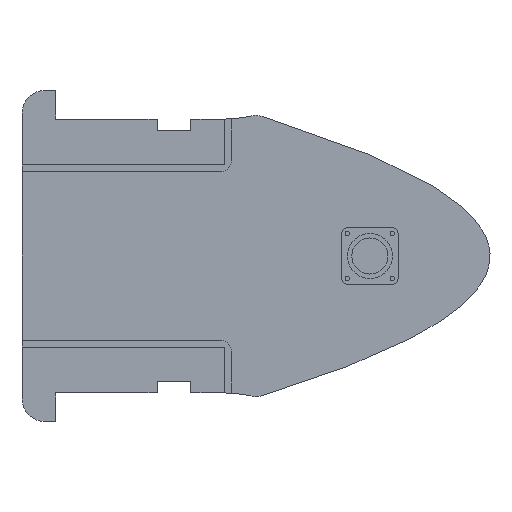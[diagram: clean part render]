
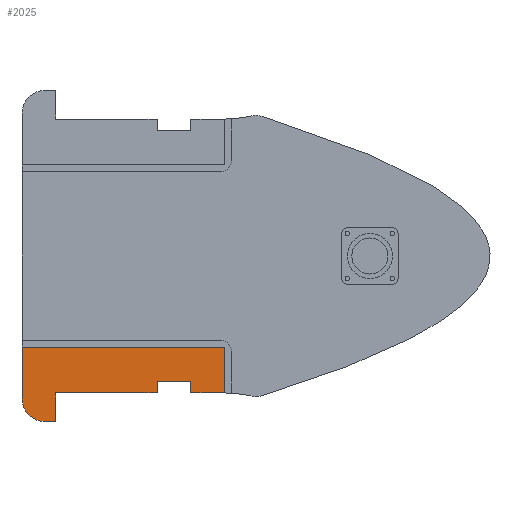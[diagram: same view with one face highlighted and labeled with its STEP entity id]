
A CAD part, front view. The second image highlights one B-rep face of the part: STEP entity #2025.
In plain terms, the highlighted planar face has unit normal (0, -1, 0).
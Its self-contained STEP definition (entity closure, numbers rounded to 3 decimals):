
#4 = VECTOR ( 'NONE', #1108, 1000. ) ;
#15 = AXIS2_PLACEMENT_3D ( 'NONE', #588, #1104, #1077 ) ;
#67 = LINE ( 'NONE', #1103, #2202 ) ;
#100 = VERTEX_POINT ( 'NONE', #1831 ) ;
#184 = CARTESIAN_POINT ( 'NONE',  ( -189.185, -1.119, 147. ) ) ;
#197 = DIRECTION ( 'NONE',  ( 0., 0., 1. ) ) ;
#232 = LINE ( 'NONE', #1590, #693 ) ;
#235 = VECTOR ( 'NONE', #197, 1000. ) ;
#249 = LINE ( 'NONE', #1949, #235 ) ;
#271 = VECTOR ( 'NONE', #392, 1000. ) ;
#276 = VERTEX_POINT ( 'NONE', #1583 ) ;
#297 = CARTESIAN_POINT ( 'NONE',  ( -69.185, -1.119, -111.711 ) ) ;
#298 = DIRECTION ( 'NONE',  ( 1., 0., 0. ) ) ;
#387 = EDGE_CURVE ( 'NONE', #1685, #1929, #891, .T. ) ;
#392 = DIRECTION ( 'NONE',  ( -1., 0., 0. ) ) ;
#422 = CARTESIAN_POINT ( 'NONE',  ( -9.185, -1.119, -80.916 ) ) ;
#425 = ORIENTED_EDGE ( 'NONE', *, *, #530, .T. ) ;
#475 = EDGE_CURVE ( 'NONE', #1780, #1898, #232, .T. ) ;
#507 = AXIS2_PLACEMENT_3D ( 'NONE', #1009, #2023, #1033 ) ;
#530 = EDGE_CURVE ( 'NONE', #100, #1519, #67, .T. ) ;
#545 = CARTESIAN_POINT ( 'NONE',  ( -69.185, -1.119, -121.711 ) ) ;
#570 = CARTESIAN_POINT ( 'NONE',  ( -189.185, -1.119, -127. ) ) ;
#578 = PLANE ( 'NONE',  #15 ) ;
#588 = CARTESIAN_POINT ( 'NONE',  ( 18.815, -1.119, 0. ) ) ;
#596 = DIRECTION ( 'NONE',  ( 0., 0., 1. ) ) ;
#600 = VECTOR ( 'NONE', #2006, 1000. ) ;
#630 = VECTOR ( 'NONE', #596, 1000. ) ;
#639 = CARTESIAN_POINT ( 'NONE',  ( -9.185, -1.119, -80.916 ) ) ;
#693 = VECTOR ( 'NONE', #936, 1000. ) ;
#695 = EDGE_CURVE ( 'NONE', #726, #1929, #1950, .T. ) ;
#726 = VERTEX_POINT ( 'NONE', #639 ) ;
#727 = LINE ( 'NONE', #545, #1099 ) ;
#743 = ORIENTED_EDGE ( 'NONE', *, *, #695, .T. ) ;
#797 = VECTOR ( 'NONE', #2034, 1000. ) ;
#798 = EDGE_CURVE ( 'NONE', #1741, #276, #1839, .T. ) ;
#805 = LINE ( 'NONE', #1484, #600 ) ;
#823 = CARTESIAN_POINT ( 'NONE',  ( -39.185, -1.119, -121.711 ) ) ;
#832 = EDGE_CURVE ( 'NONE', #1898, #1741, #805, .T. ) ;
#841 = CARTESIAN_POINT ( 'NONE',  ( -189.185, -1.119, -80.916 ) ) ;
#859 = EDGE_CURVE ( 'NONE', #1519, #2089, #1349, .T. ) ;
#891 = LINE ( 'NONE', #184, #630 ) ;
#936 = DIRECTION ( 'NONE',  ( 1., 0., 0. ) ) ;
#965 = ORIENTED_EDGE ( 'NONE', *, *, #1111, .F. ) ;
#979 = EDGE_CURVE ( 'NONE', #1685, #1524, #1306, .T. ) ;
#999 = CARTESIAN_POINT ( 'NONE',  ( -39.185, -1.119, -111.711 ) ) ;
#1009 = CARTESIAN_POINT ( 'NONE',  ( -169.185, -1.119, -127. ) ) ;
#1033 = DIRECTION ( 'NONE',  ( 0., 0., 1. ) ) ;
#1077 = DIRECTION ( 'NONE',  ( 0., 0., 1. ) ) ;
#1099 = VECTOR ( 'NONE', #1864, 1000. ) ;
#1103 = CARTESIAN_POINT ( 'NONE',  ( -159.185, -1.119, 0. ) ) ;
#1104 = DIRECTION ( 'NONE',  ( 0., 1., 0. ) ) ;
#1108 = DIRECTION ( 'NONE',  ( -1., 0., 0. ) ) ;
#1111 = EDGE_CURVE ( 'NONE', #100, #1524, #1578, .T. ) ;
#1115 = DIRECTION ( 'NONE',  ( 0., 0., 1. ) ) ;
#1220 = EDGE_LOOP ( 'NONE', ( #1429, #743, #2020, #2167, #965, #425, #1363, #2008, #2125, #1334, #1697 ) ) ;
#1306 = CIRCLE ( 'NONE', #507, 20. ) ;
#1334 = ORIENTED_EDGE ( 'NONE', *, *, #832, .T. ) ;
#1349 = LINE ( 'NONE', #1871, #797 ) ;
#1363 = ORIENTED_EDGE ( 'NONE', *, *, #859, .T. ) ;
#1365 = EDGE_CURVE ( 'NONE', #2089, #1780, #727, .T. ) ;
#1407 = VECTOR ( 'NONE', #298, 1000. ) ;
#1411 = CARTESIAN_POINT ( 'NONE',  ( 226.815, -1.119, -147. ) ) ;
#1429 = ORIENTED_EDGE ( 'NONE', *, *, #1655, .T. ) ;
#1481 = CARTESIAN_POINT ( 'NONE',  ( -69.185, -1.119, -121.711 ) ) ;
#1484 = CARTESIAN_POINT ( 'NONE',  ( -39.185, -1.119, -111.711 ) ) ;
#1519 = VERTEX_POINT ( 'NONE', #1615 ) ;
#1524 = VERTEX_POINT ( 'NONE', #1955 ) ;
#1578 = LINE ( 'NONE', #1411, #271 ) ;
#1583 = CARTESIAN_POINT ( 'NONE',  ( -9.185, -1.119, -121.711 ) ) ;
#1590 = CARTESIAN_POINT ( 'NONE',  ( -69.185, -1.119, -111.711 ) ) ;
#1615 = CARTESIAN_POINT ( 'NONE',  ( -159.185, -1.119, -121.711 ) ) ;
#1655 = EDGE_CURVE ( 'NONE', #276, #726, #249, .T. ) ;
#1685 = VERTEX_POINT ( 'NONE', #570 ) ;
#1697 = ORIENTED_EDGE ( 'NONE', *, *, #798, .T. ) ;
#1741 = VERTEX_POINT ( 'NONE', #823 ) ;
#1780 = VERTEX_POINT ( 'NONE', #297 ) ;
#1831 = CARTESIAN_POINT ( 'NONE',  ( -159.185, -1.119, -147. ) ) ;
#1839 = LINE ( 'NONE', #2185, #1407 ) ;
#1864 = DIRECTION ( 'NONE',  ( 0., 0., 1. ) ) ;
#1871 = CARTESIAN_POINT ( 'NONE',  ( -159.185, -1.119, -121.711 ) ) ;
#1898 = VERTEX_POINT ( 'NONE', #999 ) ;
#1929 = VERTEX_POINT ( 'NONE', #841 ) ;
#1949 = CARTESIAN_POINT ( 'NONE',  ( -9.185, -1.119, -121.711 ) ) ;
#1950 = LINE ( 'NONE', #422, #4 ) ;
#1955 = CARTESIAN_POINT ( 'NONE',  ( -169.185, -1.119, -147. ) ) ;
#1958 = FACE_OUTER_BOUND ( 'NONE', #1220, .T. ) ;
#2006 = DIRECTION ( 'NONE',  ( 0., 0., -1. ) ) ;
#2008 = ORIENTED_EDGE ( 'NONE', *, *, #1365, .T. ) ;
#2020 = ORIENTED_EDGE ( 'NONE', *, *, #387, .F. ) ;
#2023 = DIRECTION ( 'NONE',  ( 0., -1., 0. ) ) ;
#2025 = ADVANCED_FACE ( 'NONE', ( #1958 ), #578, .F. ) ;
#2034 = DIRECTION ( 'NONE',  ( 1., 0., 0. ) ) ;
#2089 = VERTEX_POINT ( 'NONE', #1481 ) ;
#2125 = ORIENTED_EDGE ( 'NONE', *, *, #475, .T. ) ;
#2167 = ORIENTED_EDGE ( 'NONE', *, *, #979, .T. ) ;
#2185 = CARTESIAN_POINT ( 'NONE',  ( -39.185, -1.119, -121.711 ) ) ;
#2202 = VECTOR ( 'NONE', #1115, 1000. ) ;
